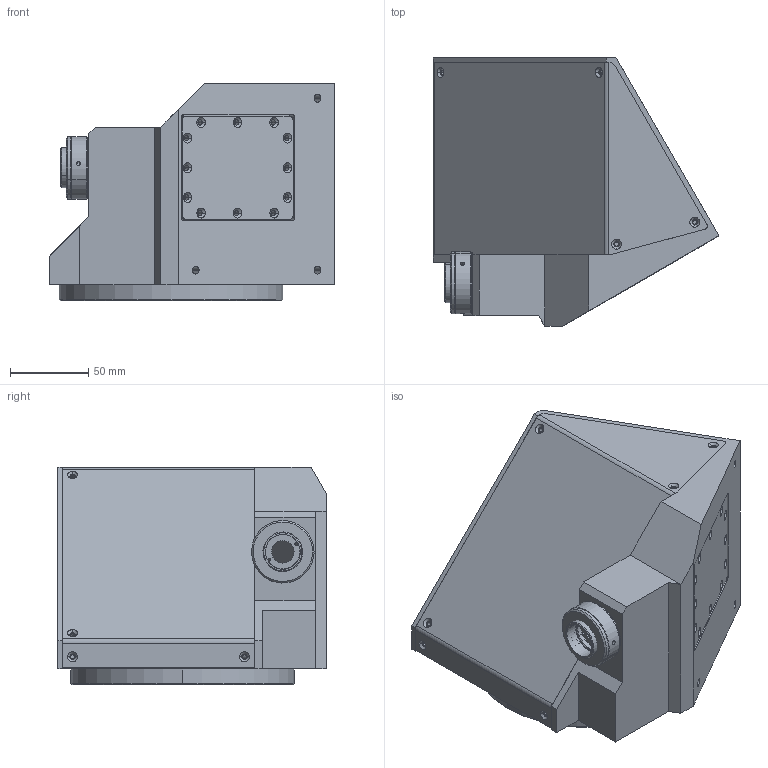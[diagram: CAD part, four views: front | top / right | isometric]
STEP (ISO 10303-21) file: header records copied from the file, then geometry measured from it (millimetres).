
FILE_DESCRIPTION (( 'STEP AP214' ), '1' );
FILE_NAME ('TCCR12096-C.STEP', '2015-07-21T12:03:20', ( '' ), ( '' ), 'SwSTEP 2.0', 'SolidWorks 2013', '' );
FILE_SCHEMA (( 'AUTOMOTIVE_DESIGN' ));
Length unit declared in the file: millimetre
Products named in the file (1): TCCR12096-C
Bounding box: 182.91 x 171.92 x 139 mm (x, y, z)
Surface area: 151187 mm2 (no closed solid volume)
Topology: 0 solids, 13 shells, 294 faces, 870 edges, 590 vertices
Faces by surface type: cylinder 148, cone 74, plane 70, sphere 2
Entity records: 13383 total; most frequent: CARTESIAN_POINT 2000, DIRECTION 1858, ORIENTED_EDGE 1446, EDGE_CURVE 870, AXIS2_PLACEMENT_3D 710, VERTEX_POINT 590, VECTOR 438, LINE 438
